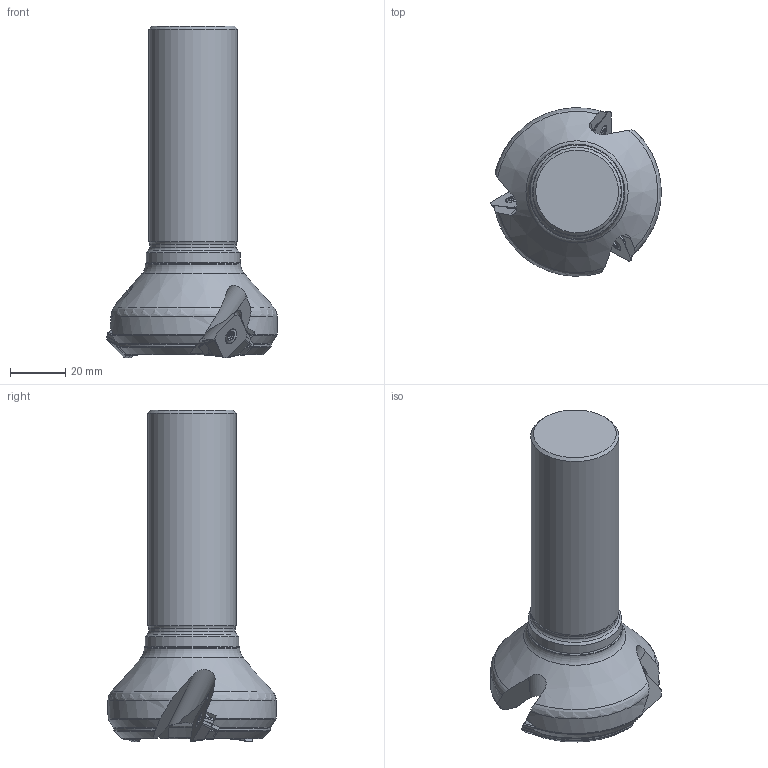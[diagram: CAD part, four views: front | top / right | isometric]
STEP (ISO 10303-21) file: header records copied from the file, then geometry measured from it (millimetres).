
FILE_DESCRIPTION(/* description */ (''),/* implementation_level */ '2;1');
FILE_NAME(/* name */ 'toolassembly_1.stp',/* time_stamp */ '2019-05-02T16:39:50+02:00',/* author */ (''),/* organization */ ('SMS'),/* preprocessor_version */ 'ST-DEVELOPER v15',/* originating_system */ 'SIEMENS PLM Software NX 8.5',/* authorisation */ '');
FILE_SCHEMA (('AUTOMOTIVE_DESIGN { 1 0 10303 214 3 1 1 1 }'));
Length unit declared in the file: millimetre
Products named in the file (4): CUT_20190502163913; NOCUT_20190502163846; ASSEMBLY_CONSTRUCTION; TOOLASSEMBLY_1
Assembly tree (5 placements, depth 2):
  TOOLASSEMBLY_1
    ASSEMBLY_CONSTRUCTION
    NOCUT_20190502163846
    CUT_20190502163913  x3
Bounding box: 61.77 x 60.99 x 120.01 mm (x, y, z)
Volume: 126810 mm3; surface area: 20193.5 mm2
Topology: 4 solids, 4 shells, 431 faces, 1305 edges, 903 vertices
Faces by surface type: plane 155, extrusion 111, cone 58, cylinder 49, torus 46, sphere 12
Full cylindrical faces by diameter (mm): 3.5 x3, 4.1 x3, 5.25 x3, 31.3 x1, 31.98 x1, 34 x1, 34.5 x1
Entity records: 14360 total; most frequent: CARTESIAN_POINT 5497, ORIENTED_EDGE 1896, DIRECTION 1675, EDGE_CURVE 948, AXIS2_PLACEMENT_3D 659, VERTEX_POINT 649, EDGE_LOOP 394, VECTOR 357
